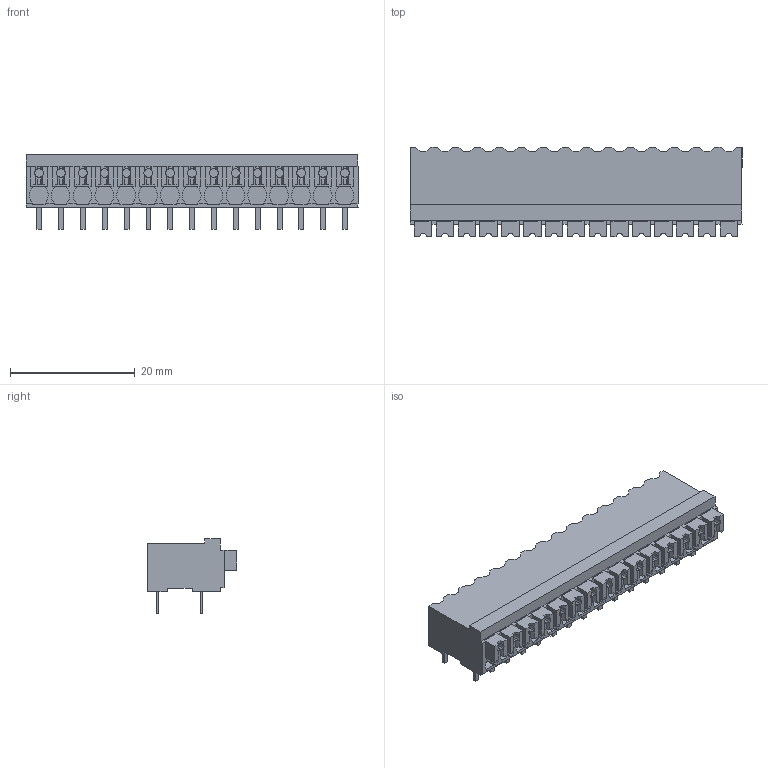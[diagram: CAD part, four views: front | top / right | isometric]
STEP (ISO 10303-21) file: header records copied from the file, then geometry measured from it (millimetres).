
FILE_DESCRIPTION(('CATIA V5 STEP Exchange','CAx-IF Rec.Pracs.--- Model Styling and Organization---1.2---2011-12-15'),'2;1');
FILE_NAME ('D1457894_0', '2018-03-15T05:18:58+00:00', ('none'), ('Weidmueller'), 'CATIA Version 5-6 Release 2014', 'CATIA V5 STEP AP214', 'none');
FILE_SCHEMA(('AUTOMOTIVE_DESIGN { 1 0 10303 214 1 1 1 1 }'));
Length unit declared in the file: millimetre
Products named in the file (1): 1870400000
Bounding box: 53.2 x 14.3 x 12 mm (x, y, z)
Volume: 4529.1 mm3; surface area: 4444.2 mm2
Topology: 46 solids, 46 shells, 1156 faces, 3257 edges, 2178 vertices
Faces by surface type: plane 976, cylinder 180
Entity records: 33842 total; most frequent: CARTESIAN_POINT 6518, ORIENTED_EDGE 6514, DIRECTION 4221, EDGE_CURVE 3257, VECTOR 2882, LINE 2882, VERTEX_POINT 2178, EDGE_LOOP 1171
